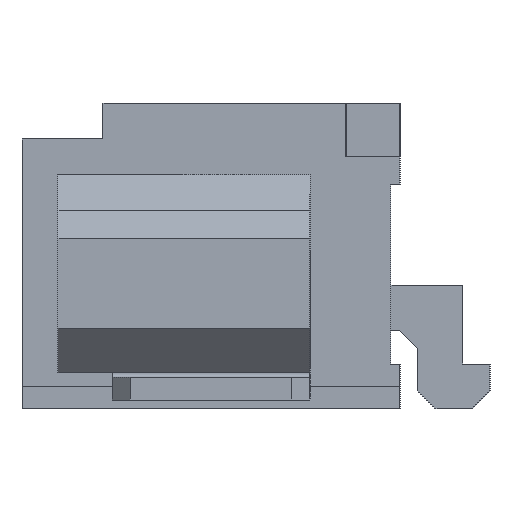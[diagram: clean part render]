
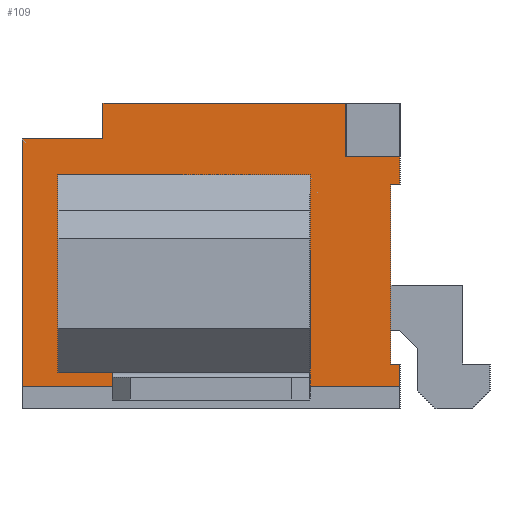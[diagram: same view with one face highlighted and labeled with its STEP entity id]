
A CAD part, left-side view. The second image highlights one B-rep face of the part: STEP entity #109.
In plain terms, the highlighted planar face has unit normal (-1, 0, 0).
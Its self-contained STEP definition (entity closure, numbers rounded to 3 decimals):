
#109=ADVANCED_FACE('',(#443,#444),#445,.T.);
#443=FACE_OUTER_BOUND('',#1074,.T.);
#444=FACE_BOUND('',#1075,.T.);
#445=PLANE('',#1076);
#1074=EDGE_LOOP('',(#1771,#1772,#1773,#1774,#1775,#1776,#1777,#1778,#1779,#1780,#1781,#1782));
#1075=EDGE_LOOP('',(#1783,#1784,#1785,#1786));
#1076=AXIS2_PLACEMENT_3D('',#1787,#1788,#1789);
#1771=ORIENTED_EDGE('',*,*,#4230,.F.);
#1772=ORIENTED_EDGE('',*,*,#4231,.F.);
#1773=ORIENTED_EDGE('',*,*,#4232,.T.);
#1774=ORIENTED_EDGE('',*,*,#4233,.F.);
#1775=ORIENTED_EDGE('',*,*,#4234,.F.);
#1776=ORIENTED_EDGE('',*,*,#4235,.T.);
#1777=ORIENTED_EDGE('',*,*,#4186,.T.);
#1778=ORIENTED_EDGE('',*,*,#4229,.T.);
#1779=ORIENTED_EDGE('',*,*,#4236,.T.);
#1780=ORIENTED_EDGE('',*,*,#4237,.F.);
#1781=ORIENTED_EDGE('',*,*,#4195,.T.);
#1782=ORIENTED_EDGE('',*,*,#4238,.T.);
#1783=ORIENTED_EDGE('',*,*,#4239,.F.);
#1784=ORIENTED_EDGE('',*,*,#4240,.T.);
#1785=ORIENTED_EDGE('',*,*,#4241,.T.);
#1786=ORIENTED_EDGE('',*,*,#4242,.F.);
#1787=CARTESIAN_POINT('',(-4.625,2.1,-1.7));
#1788=DIRECTION('',(-1.0,0.0,0.0));
#1789=DIRECTION('',(0.0,0.0,1.0));
#4186=EDGE_CURVE('',#5005,#5006,#5007,.T.);
#4195=EDGE_CURVE('',#5021,#5022,#5023,.T.);
#4229=EDGE_CURVE('',#5006,#5087,#5089,.T.);
#4230=EDGE_CURVE('',#5090,#5091,#5092,.T.);
#4231=EDGE_CURVE('',#5093,#5090,#5094,.T.);
#4232=EDGE_CURVE('',#5093,#5095,#5096,.T.);
#4233=EDGE_CURVE('',#5097,#5095,#5098,.T.);
#4234=EDGE_CURVE('',#5099,#5097,#5100,.T.);
#4235=EDGE_CURVE('',#5099,#5005,#5101,.T.);
#4236=EDGE_CURVE('',#5087,#5102,#5103,.T.);
#4237=EDGE_CURVE('',#5021,#5102,#5104,.T.);
#4238=EDGE_CURVE('',#5022,#5091,#5105,.T.);
#4239=EDGE_CURVE('',#5106,#5107,#5108,.T.);
#4240=EDGE_CURVE('',#5106,#5109,#5110,.T.);
#4241=EDGE_CURVE('',#5109,#5111,#5112,.T.);
#4242=EDGE_CURVE('',#5107,#5111,#5113,.T.);
#5005=VERTEX_POINT('',#6286);
#5006=VERTEX_POINT('',#6287);
#5007=LINE('',#6288,#6289);
#5021=VERTEX_POINT('',#6311);
#5022=VERTEX_POINT('',#6312);
#5023=LINE('',#6313,#6314);
#5087=VERTEX_POINT('',#6410);
#5089=LINE('',#6413,#6414);
#5090=VERTEX_POINT('',#6415);
#5091=VERTEX_POINT('',#6416);
#5092=LINE('',#6417,#6418);
#5093=VERTEX_POINT('',#6419);
#5094=LINE('',#6420,#6421);
#5095=VERTEX_POINT('',#6422);
#5096=LINE('',#6423,#6424);
#5097=VERTEX_POINT('',#6425);
#5098=LINE('',#6426,#6427);
#5099=VERTEX_POINT('',#6428);
#5100=LINE('',#6429,#6430);
#5101=LINE('',#6431,#6432);
#5102=VERTEX_POINT('',#6433);
#5103=LINE('',#6434,#6435);
#5104=LINE('',#6436,#6437);
#5105=LINE('',#6438,#6439);
#5106=VERTEX_POINT('',#6440);
#5107=VERTEX_POINT('',#6441);
#5108=LINE('',#6442,#6443);
#5109=VERTEX_POINT('',#6444);
#5110=LINE('',#6445,#6446);
#5111=VERTEX_POINT('',#6447);
#5112=LINE('',#6448,#6449);
#5113=LINE('',#6450,#6451);
#6286=CARTESIAN_POINT('',(-4.625,-2.1,-1.45));
#6287=CARTESIAN_POINT('',(-4.625,-2.1,-1.2));
#6288=CARTESIAN_POINT('',(-4.625,-2.1,-1.45));
#6289=VECTOR('',#8299,0.25);
#6311=CARTESIAN_POINT('',(-4.625,-2.1,0.8));
#6312=CARTESIAN_POINT('',(-4.625,-2.1,1.1));
#6313=CARTESIAN_POINT('',(-4.625,-2.1,0.8));
#6314=VECTOR('',#8308,0.3);
#6410=CARTESIAN_POINT('',(-4.625,-2.0,-1.2));
#6413=CARTESIAN_POINT('',(-4.625,-2.1,-1.2));
#6414=VECTOR('',#8342,0.1);
#6415=CARTESIAN_POINT('',(-4.625,-1.5,1.7));
#6416=CARTESIAN_POINT('',(-4.625,-1.5,1.1));
#6417=CARTESIAN_POINT('',(-4.625,-1.5,1.7));
#6418=VECTOR('',#8343,0.6);
#6419=CARTESIAN_POINT('',(-4.625,1.2,1.7));
#6420=CARTESIAN_POINT('',(-4.625,1.2,1.7));
#6421=VECTOR('',#8344,2.7);
#6422=CARTESIAN_POINT('',(-4.625,1.2,1.3));
#6423=CARTESIAN_POINT('',(-4.625,1.2,1.7));
#6424=VECTOR('',#8345,0.4);
#6425=CARTESIAN_POINT('',(-4.625,2.1,1.3));
#6426=CARTESIAN_POINT('',(-4.625,2.1,1.3));
#6427=VECTOR('',#8346,0.9);
#6428=CARTESIAN_POINT('',(-4.625,2.1,-1.45));
#6429=CARTESIAN_POINT('',(-4.625,2.1,-1.45));
#6430=VECTOR('',#8347,2.75);
#6431=CARTESIAN_POINT('',(-4.625,2.1,-1.45));
#6432=VECTOR('',#8348,4.2);
#6433=CARTESIAN_POINT('',(-4.625,-2.0,0.8));
#6434=CARTESIAN_POINT('',(-4.625,-2.0,-1.2));
#6435=VECTOR('',#8349,2.0);
#6436=CARTESIAN_POINT('',(-4.625,-2.1,0.8));
#6437=VECTOR('',#8350,0.1);
#6438=CARTESIAN_POINT('',(-4.625,-2.1,1.1));
#6439=VECTOR('',#8351,0.6);
#6440=CARTESIAN_POINT('',(-4.625,1.7,-1.3));
#6441=CARTESIAN_POINT('',(-4.625,-1.1,-1.3));
#6442=CARTESIAN_POINT('',(-4.625,1.7,-1.3));
#6443=VECTOR('',#8352,2.8);
#6444=CARTESIAN_POINT('',(-4.625,1.7,0.9));
#6445=CARTESIAN_POINT('',(-4.625,1.7,-1.3));
#6446=VECTOR('',#8353,2.2);
#6447=CARTESIAN_POINT('',(-4.625,-1.1,0.9));
#6448=CARTESIAN_POINT('',(-4.625,1.7,0.9));
#6449=VECTOR('',#8354,2.8);
#6450=CARTESIAN_POINT('',(-4.625,-1.1,-1.3));
#6451=VECTOR('',#8355,2.2);
#8299=DIRECTION('',(0.0,0.0,1.0));
#8308=DIRECTION('',(0.0,0.0,1.0));
#8342=DIRECTION('',(0.0,1.0,0.0));
#8343=DIRECTION('',(0.0,0.0,-1.0));
#8344=DIRECTION('',(0.0,-1.0,0.0));
#8345=DIRECTION('',(0.0,0.0,-1.0));
#8346=DIRECTION('',(0.0,-1.0,0.0));
#8347=DIRECTION('',(0.0,0.0,1.0));
#8348=DIRECTION('',(0.0,-1.0,0.0));
#8349=DIRECTION('',(0.0,0.0,1.0));
#8350=DIRECTION('',(0.0,1.0,0.0));
#8351=DIRECTION('',(0.0,1.0,0.0));
#8352=DIRECTION('',(0.0,-1.0,0.0));
#8353=DIRECTION('',(0.0,0.0,1.0));
#8354=DIRECTION('',(0.0,-1.0,0.0));
#8355=DIRECTION('',(0.0,0.0,1.0));
